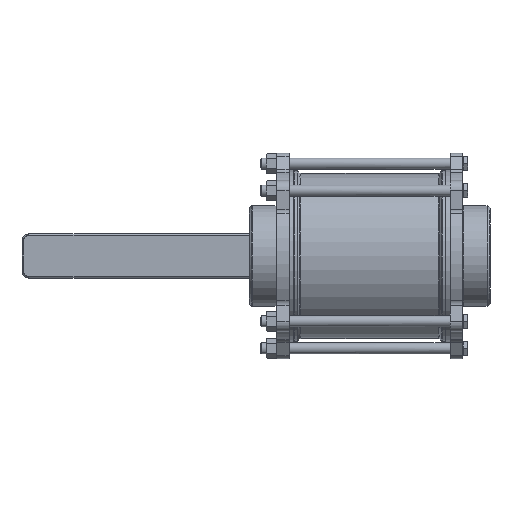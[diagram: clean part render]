
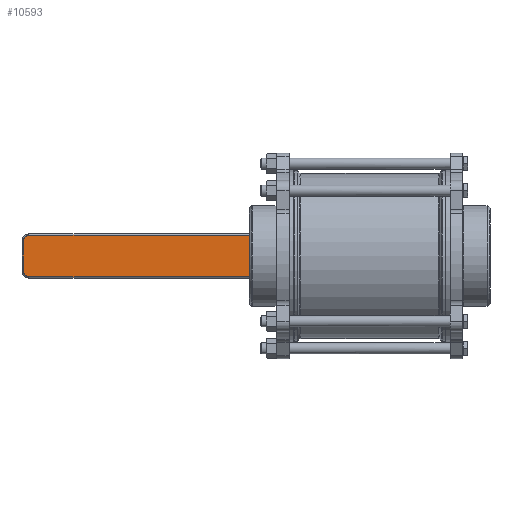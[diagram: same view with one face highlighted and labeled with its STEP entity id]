
A CAD part, front view. The second image highlights one B-rep face of the part: STEP entity #10593.
In plain terms, the highlighted planar face has unit normal (0, -1, 0).
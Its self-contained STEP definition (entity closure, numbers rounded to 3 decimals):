
#783=PLANE('',#11765);
#1661=FACE_OUTER_BOUND('',#2325,.T.);
#2325=EDGE_LOOP('',(#9280,#9281,#9282,#9283,#9284,#9285));
#3099=LINE('',#18766,#3871);
#3102=LINE('',#18781,#3874);
#3104=LINE('',#18793,#3876);
#3105=LINE('',#18795,#3877);
#3871=VECTOR('',#14305,10.);
#3874=VECTOR('',#14322,10.);
#3876=VECTOR('',#14336,10.);
#3877=VECTOR('',#14339,10.);
#4391=CIRCLE('',#11756,4.);
#4395=CIRCLE('',#11762,4.);
#5248=VERTEX_POINT('',#18763);
#5249=VERTEX_POINT('',#18765);
#5251=VERTEX_POINT('',#18771);
#5253=VERTEX_POINT('',#18777);
#5255=VERTEX_POINT('',#18783);
#5257=VERTEX_POINT('',#18789);
#6608=EDGE_CURVE('',#5248,#5249,#3099,.T.);
#6613=EDGE_CURVE('',#5249,#5251,#4391,.T.);
#6616=EDGE_CURVE('',#5251,#5253,#3102,.T.);
#6619=EDGE_CURVE('',#5253,#5255,#4395,.T.);
#6622=EDGE_CURVE('',#5255,#5257,#3104,.T.);
#6623=EDGE_CURVE('',#5257,#5248,#3105,.T.);
#9280=ORIENTED_EDGE('',*,*,#6622,.F.);
#9281=ORIENTED_EDGE('',*,*,#6619,.F.);
#9282=ORIENTED_EDGE('',*,*,#6616,.F.);
#9283=ORIENTED_EDGE('',*,*,#6613,.F.);
#9284=ORIENTED_EDGE('',*,*,#6608,.F.);
#9285=ORIENTED_EDGE('',*,*,#6623,.F.);
#10593=ADVANCED_FACE('',(#1661),#783,.T.);
#11756=AXIS2_PLACEMENT_3D('',#18775,#14315,#14316);
#11762=AXIS2_PLACEMENT_3D('',#18787,#14329,#14330);
#11765=AXIS2_PLACEMENT_3D('',#18794,#14337,#14338);
#14305=DIRECTION('',(0.,0.,-1.));
#14315=DIRECTION('center_axis',(0.,1.,0.));
#14316=DIRECTION('ref_axis',(0.707,0.,-0.707));
#14322=DIRECTION('',(-1.,0.,0.));
#14329=DIRECTION('center_axis',(0.,1.,0.));
#14330=DIRECTION('ref_axis',(-0.707,0.,-0.707));
#14336=DIRECTION('',(0.,0.,1.));
#14337=DIRECTION('center_axis',(0.,-1.,0.));
#14338=DIRECTION('ref_axis',(-1.,0.,0.));
#14339=DIRECTION('',(1.,0.,0.));
#18763=CARTESIAN_POINT('',(15.,32.503,-50.866));
#18765=CARTESIAN_POINT('',(15.,32.503,-247.616));
#18766=CARTESIAN_POINT('',(15.,32.503,-50.866));
#18771=CARTESIAN_POINT('',(11.,32.503,-251.616));
#18775=CARTESIAN_POINT('Origin',(11.,32.503,-247.616));
#18777=CARTESIAN_POINT('',(-11.,32.503,-251.616));
#18781=CARTESIAN_POINT('',(8.,32.503,-251.616));
#18783=CARTESIAN_POINT('',(-15.,32.503,-247.616));
#18787=CARTESIAN_POINT('Origin',(-11.,32.503,-247.616));
#18789=CARTESIAN_POINT('',(-15.,32.503,-50.866));
#18793=CARTESIAN_POINT('',(-15.,32.503,-50.866));
#18794=CARTESIAN_POINT('Origin',(16.,32.503,-50.866));
#18795=CARTESIAN_POINT('',(-16.,32.503,-50.866));
